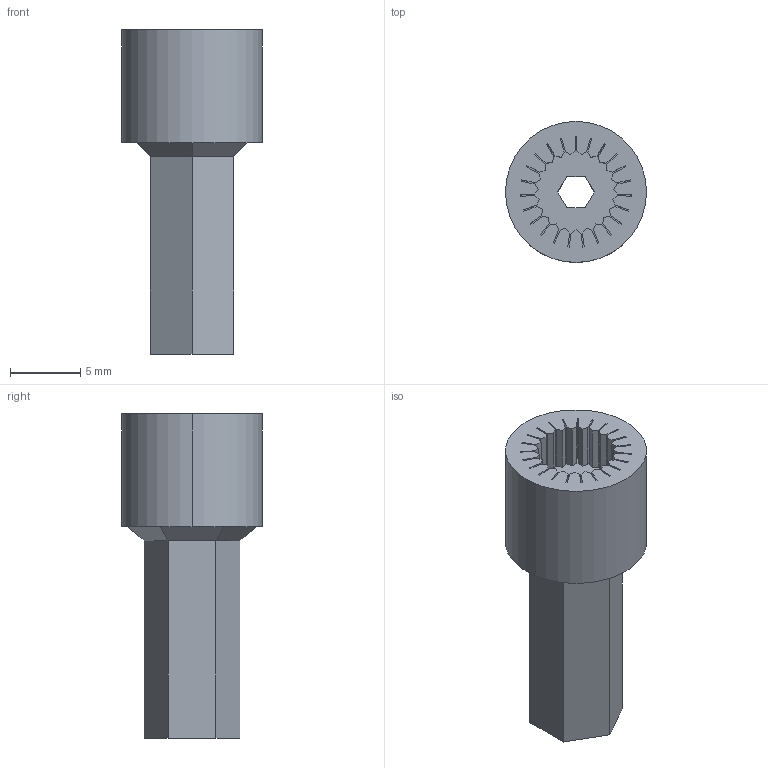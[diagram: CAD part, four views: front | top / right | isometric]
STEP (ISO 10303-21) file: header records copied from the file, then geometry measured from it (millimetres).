
FILE_DESCRIPTION (( 'STEP AP214' ), '1' );
FILE_NAME ('tire_horn.STEP', '2024-12-13T07:56:42', ( '' ), ( '' ), 'SwSTEP 2.0', 'SolidWorks 2024', '' );
FILE_SCHEMA (( 'AUTOMOTIVE_DESIGN' ));
Length unit declared in the file: millimetre
Products named in the file (1): tire_horn
Bounding box: 10 x 10 x 23 mm (x, y, z)
Volume: 916 mm3; surface area: 1069.2 mm2
Topology: 1 solids, 1 shells, 139 faces, 399 edges, 264 vertices
Faces by surface type: plane 137, cylinder 2
Entity records: 4476 total; most frequent: CARTESIAN_POINT 803, ORIENTED_EDGE 798, DIRECTION 683, EDGE_CURVE 399, VECTOR 395, LINE 395, VERTEX_POINT 264, AXIS2_PLACEMENT_3D 144
